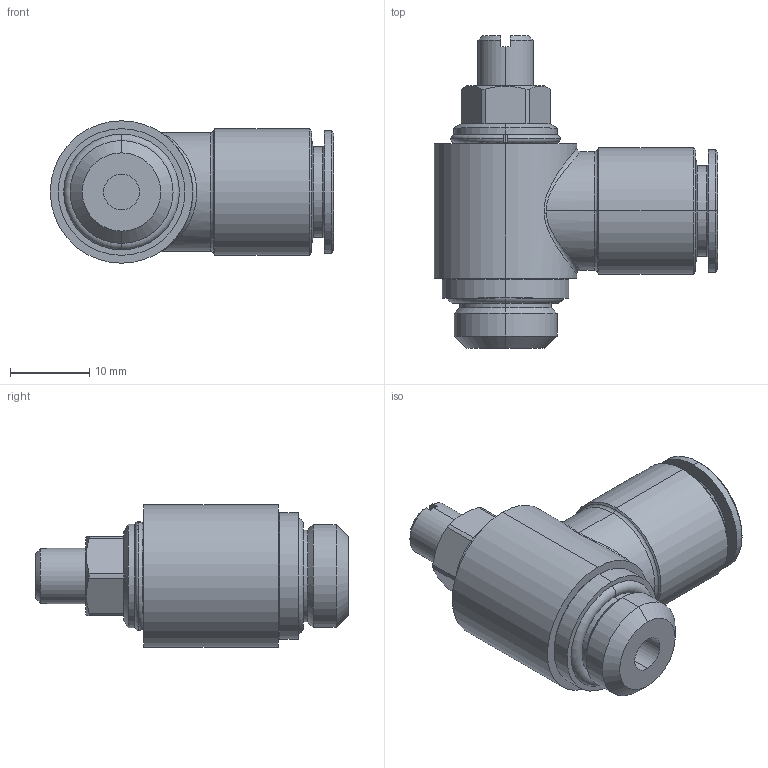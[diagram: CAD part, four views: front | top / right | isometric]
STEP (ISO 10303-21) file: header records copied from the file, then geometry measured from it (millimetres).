
FILE_DESCRIPTION (( 'STEP AP203' ), '1' );
FILE_NAME ('04080B52.STEP', '2010-04-28T14:19:03', ( '' ), ( 'sopra-pneumatic' ), 'SwSTEP 2.0', 'SolidWorks 2009', '' );
FILE_SCHEMA (( 'CONFIG_CONTROL_DESIGN' ));
Length unit declared in the file: millimetre
Products named in the file (1): 04080B52
Bounding box: 35.8 x 39.51 x 18 mm (x, y, z)
Volume: 8432.1 mm3; surface area: 4279.2 mm2
Topology: 2 solids, 4 shells, 104 faces, 215 edges, 130 vertices
Faces by surface type: cylinder 39, plane 33, cone 24, torus 6, bspline 2
Entity records: 4075 total; most frequent: CARTESIAN_POINT 1760, DIRECTION 507, ORIENTED_EDGE 430, EDGE_CURVE 215, AXIS2_PLACEMENT_3D 214, VERTEX_POINT 130, EDGE_LOOP 115, CIRCLE 111
